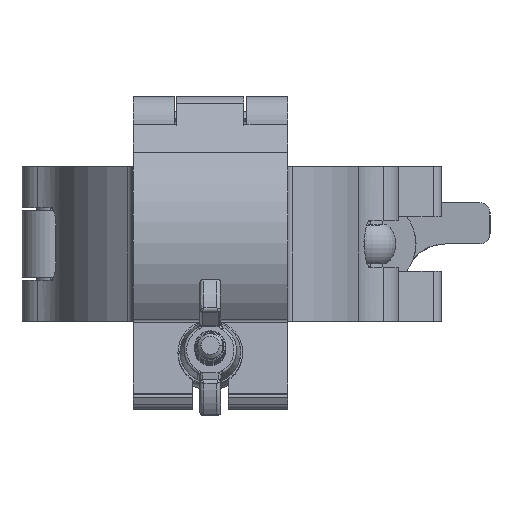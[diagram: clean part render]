
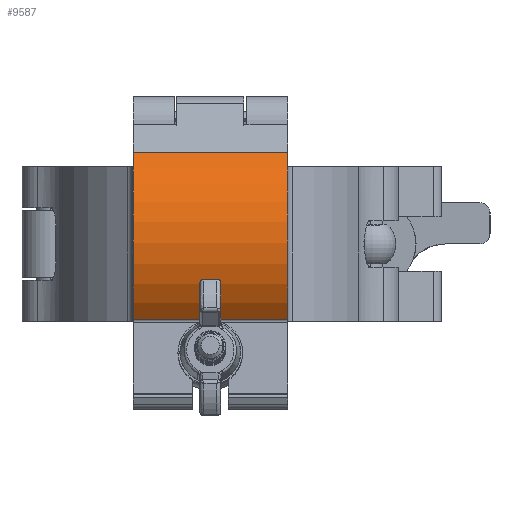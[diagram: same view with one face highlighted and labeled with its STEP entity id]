
A CAD part, front view. The second image highlights one B-rep face of the part: STEP entity #9587.
In plain terms, the highlighted cylindrical face has radius 23 mm (diameter 46 mm), a partial arc.
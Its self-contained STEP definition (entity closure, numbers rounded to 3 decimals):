
#683 = CIRCLE ( 'NONE', #27543, 23. ) ;
#1749 = ORIENTED_EDGE ( 'NONE', *, *, #16422, .T. ) ;
#3120 = DIRECTION ( 'NONE',  ( 1., 0., 0. ) ) ;
#4103 = DIRECTION ( 'NONE',  ( 0., 0., -1. ) ) ;
#4112 = CARTESIAN_POINT ( 'NONE',  ( 22.921, -1.905, -14.95 ) ) ;
#4227 = CARTESIAN_POINT ( 'NONE',  ( 39.264, 14.278, 14.95 ) ) ;
#4514 = ORIENTED_EDGE ( 'NONE', *, *, #22127, .T. ) ;
#4865 = CARTESIAN_POINT ( 'NONE',  ( 6.718, 14.418, 14.95 ) ) ;
#5317 = AXIS2_PLACEMENT_3D ( 'NONE', #15356, #13101, #23832 ) ;
#7305 = CARTESIAN_POINT ( 'NONE',  ( 39.264, 14.278, -14.95 ) ) ;
#7311 = CARTESIAN_POINT ( 'NONE',  ( 6.718, 14.418, -14.95 ) ) ;
#7483 = VERTEX_POINT ( 'NONE', #4227 ) ;
#8620 = VERTEX_POINT ( 'NONE', #7311 ) ;
#8749 = VECTOR ( 'NONE', #4103, 1000. ) ;
#9587 = ADVANCED_FACE ( 'NONE', ( #17687 ), #12351, .T. ) ;
#12351 = CYLINDRICAL_SURFACE ( 'NONE', #5317, 23. ) ;
#13101 = DIRECTION ( 'NONE',  ( 0., 0., -1. ) ) ;
#14852 = DIRECTION ( 'NONE',  ( 0., 0., 1. ) ) ;
#15356 = CARTESIAN_POINT ( 'NONE',  ( 22.921, -1.905, 14.95 ) ) ;
#16422 = EDGE_CURVE ( 'NONE', #22541, #8620, #683, .T. ) ;
#16443 = VECTOR ( 'NONE', #24677, 1000. ) ;
#16776 = LINE ( 'NONE', #4865, #16443 ) ;
#17057 = CARTESIAN_POINT ( 'NONE',  ( 6.718, 14.418, 14.95 ) ) ;
#17687 = FACE_OUTER_BOUND ( 'NONE', #22111, .T. ) ;
#17897 = DIRECTION ( 'NONE',  ( 0., 0., 1. ) ) ;
#18984 = ORIENTED_EDGE ( 'NONE', *, *, #21753, .F. ) ;
#19017 = VERTEX_POINT ( 'NONE', #17057 ) ;
#20245 = CIRCLE ( 'NONE', #25324, 23. ) ;
#21064 = CARTESIAN_POINT ( 'NONE',  ( 39.264, 14.278, 14.95 ) ) ;
#21753 = EDGE_CURVE ( 'NONE', #19017, #8620, #16776, .T. ) ;
#22111 = EDGE_LOOP ( 'NONE', ( #1749, #18984, #23304, #4514 ) ) ;
#22127 = EDGE_CURVE ( 'NONE', #7483, #22541, #25100, .T. ) ;
#22536 = CARTESIAN_POINT ( 'NONE',  ( 22.921, -1.905, 14.95 ) ) ;
#22541 = VERTEX_POINT ( 'NONE', #7305 ) ;
#23304 = ORIENTED_EDGE ( 'NONE', *, *, #26235, .F. ) ;
#23832 = DIRECTION ( 'NONE',  ( -1., 0., 0. ) ) ;
#24677 = DIRECTION ( 'NONE',  ( 0., 0., -1. ) ) ;
#25100 = LINE ( 'NONE', #21064, #8749 ) ;
#25324 = AXIS2_PLACEMENT_3D ( 'NONE', #22536, #17897, #3120 ) ;
#25662 = DIRECTION ( 'NONE',  ( 1., 0., 0. ) ) ;
#26235 = EDGE_CURVE ( 'NONE', #7483, #19017, #20245, .T. ) ;
#27543 = AXIS2_PLACEMENT_3D ( 'NONE', #4112, #14852, #25662 ) ;
